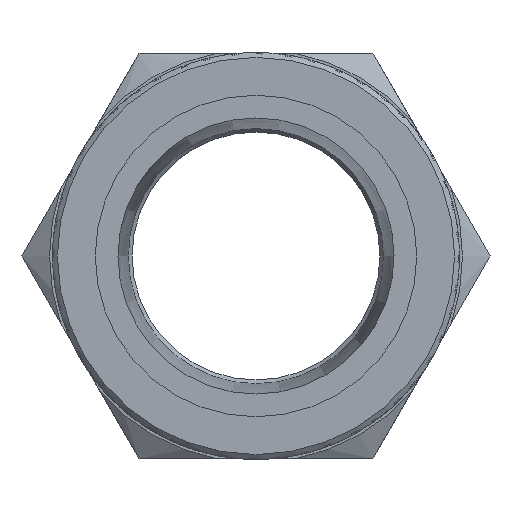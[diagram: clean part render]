
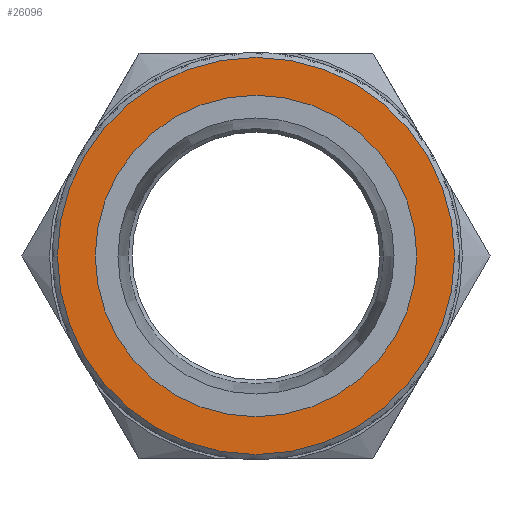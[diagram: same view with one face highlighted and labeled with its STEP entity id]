
A CAD part, front view. The second image highlights one B-rep face of the part: STEP entity #26096.
In plain terms, the highlighted planar face has unit normal (0, -1, 0).
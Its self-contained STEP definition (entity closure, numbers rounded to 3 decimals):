
#636=FACE_BOUND('',#7491,.T.);
#1639=PLANE('',#29766);
#5827=FACE_OUTER_BOUND('',#7490,.T.);
#7490=EDGE_LOOP('',(#24180));
#7491=EDGE_LOOP('',(#24181));
#8452=CIRCLE('',#29765,16.6);
#8453=CIRCLE('',#29767,20.5);
#12394=VERTEX_POINT('',#50960);
#12395=VERTEX_POINT('',#50963);
#16355=EDGE_CURVE('',#12394,#12394,#8452,.T.);
#16356=EDGE_CURVE('',#12395,#12395,#8453,.T.);
#24180=ORIENTED_EDGE('',*,*,#16356,.F.);
#24181=ORIENTED_EDGE('',*,*,#16355,.T.);
#26096=ADVANCED_FACE('',(#5827,#636),#1639,.T.);
#29765=AXIS2_PLACEMENT_3D('',#50961,#38384,#38385);
#29766=AXIS2_PLACEMENT_3D('',#50962,#38386,#38387);
#29767=AXIS2_PLACEMENT_3D('',#50964,#38388,#38389);
#38384=DIRECTION('center_axis',(0.,1.,0.));
#38385=DIRECTION('ref_axis',(1.,0.,0.));
#38386=DIRECTION('center_axis',(0.,-1.,0.));
#38387=DIRECTION('ref_axis',(0.,0.,-1.));
#38388=DIRECTION('center_axis',(0.,1.,0.));
#38389=DIRECTION('ref_axis',(1.,0.,0.));
#50960=CARTESIAN_POINT('',(-16.6,-3.973,0.));
#50961=CARTESIAN_POINT('Origin',(0.,-3.973,0.));
#50962=CARTESIAN_POINT('Origin',(-20.5,-3.973,0.));
#50963=CARTESIAN_POINT('',(-20.5,-3.973,0.));
#50964=CARTESIAN_POINT('Origin',(0.,-3.973,0.));
